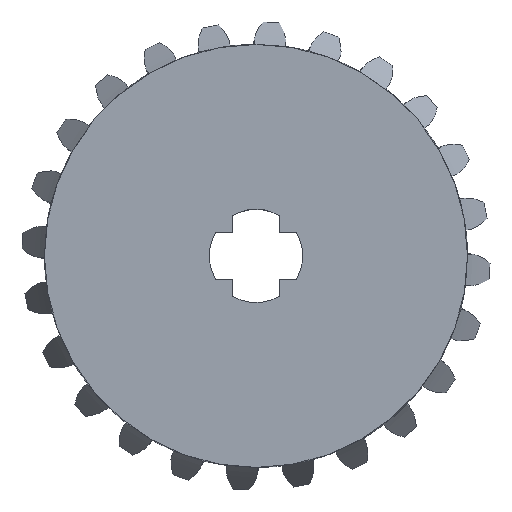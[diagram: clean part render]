
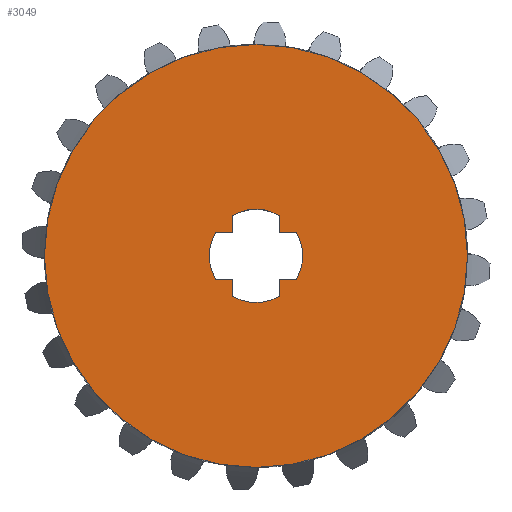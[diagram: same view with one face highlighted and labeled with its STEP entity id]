
A CAD part, top view. The second image highlights one B-rep face of the part: STEP entity #3049.
In plain terms, the highlighted planar face has unit normal (0, 0, 1).
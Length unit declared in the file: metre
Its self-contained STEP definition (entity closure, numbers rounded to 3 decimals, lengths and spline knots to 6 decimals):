
#217=LINE('',#3927,#245);
#218=LINE('',#3930,#246);
#219=LINE('',#3934,#247);
#220=LINE('',#3936,#248);
#221=LINE('',#3940,#249);
#222=LINE('',#3942,#250);
#223=LINE('',#3946,#251);
#224=LINE('',#3948,#252);
#245=VECTOR('',#3484,1.);
#246=VECTOR('',#3485,1.);
#247=VECTOR('',#3488,1.);
#248=VECTOR('',#3489,1.);
#249=VECTOR('',#3492,1.);
#250=VECTOR('',#3493,1.);
#251=VECTOR('',#3496,1.);
#252=VECTOR('',#3497,1.);
#757=ORIENTED_EDGE('',*,*,#1791,.T.);
#758=ORIENTED_EDGE('',*,*,#1792,.T.);
#759=ORIENTED_EDGE('',*,*,#1793,.F.);
#760=ORIENTED_EDGE('',*,*,#1794,.F.);
#761=ORIENTED_EDGE('',*,*,#1795,.T.);
#762=ORIENTED_EDGE('',*,*,#1796,.T.);
#763=ORIENTED_EDGE('',*,*,#1797,.F.);
#764=ORIENTED_EDGE('',*,*,#1798,.F.);
#765=ORIENTED_EDGE('',*,*,#1799,.T.);
#766=ORIENTED_EDGE('',*,*,#1800,.F.);
#767=ORIENTED_EDGE('',*,*,#1801,.F.);
#768=ORIENTED_EDGE('',*,*,#1802,.F.);
#769=ORIENTED_EDGE('',*,*,#1803,.F.);
#1791=EDGE_CURVE('',#2308,#2308,#2589,.T.);
#1792=EDGE_CURVE('',#2309,#2310,#217,.T.);
#1793=EDGE_CURVE('',#2311,#2310,#218,.T.);
#1794=EDGE_CURVE('',#2312,#2311,#2590,.T.);
#1795=EDGE_CURVE('',#2312,#2313,#219,.T.);
#1796=EDGE_CURVE('',#2313,#2314,#220,.T.);
#1797=EDGE_CURVE('',#2315,#2314,#2591,.T.);
#1798=EDGE_CURVE('',#2316,#2315,#221,.T.);
#1799=EDGE_CURVE('',#2316,#2317,#222,.T.);
#1800=EDGE_CURVE('',#2318,#2317,#2592,.T.);
#1801=EDGE_CURVE('',#2319,#2318,#223,.T.);
#1802=EDGE_CURVE('',#2320,#2319,#224,.T.);
#1803=EDGE_CURVE('',#2309,#2320,#2593,.T.);
#2308=VERTEX_POINT('',#3926);
#2309=VERTEX_POINT('',#3928);
#2310=VERTEX_POINT('',#3929);
#2311=VERTEX_POINT('',#3931);
#2312=VERTEX_POINT('',#3933);
#2313=VERTEX_POINT('',#3935);
#2314=VERTEX_POINT('',#3937);
#2315=VERTEX_POINT('',#3939);
#2316=VERTEX_POINT('',#3941);
#2317=VERTEX_POINT('',#3943);
#2318=VERTEX_POINT('',#3945);
#2319=VERTEX_POINT('',#3947);
#2320=VERTEX_POINT('',#3949);
#2589=CIRCLE('',#3298,0.011337);
#2590=CIRCLE('',#3299,0.0025);
#2591=CIRCLE('',#3300,0.0025);
#2592=CIRCLE('',#3301,0.0025);
#2593=CIRCLE('',#3302,0.0025);
#2620=EDGE_LOOP('',(#757));
#2621=EDGE_LOOP('',(#758,#759,#760,#761,#762,#763,#764,#765,#766,#767,#768,
#769));
#2830=FACE_BOUND('',#2620,.T.);
#2831=FACE_BOUND('',#2621,.T.);
#3039=PLANE('',#3297);
#3049=ADVANCED_FACE('',(#2830,#2831),#3039,.F.);
#3297=AXIS2_PLACEMENT_3D('',#3924,#3480,#3481);
#3298=AXIS2_PLACEMENT_3D('',#3925,#3482,#3483);
#3299=AXIS2_PLACEMENT_3D('',#3932,#3486,#3487);
#3300=AXIS2_PLACEMENT_3D('',#3938,#3490,#3491);
#3301=AXIS2_PLACEMENT_3D('',#3944,#3494,#3495);
#3302=AXIS2_PLACEMENT_3D('',#3950,#3498,#3499);
#3480=DIRECTION('',(0.,0.,-1.));
#3481=DIRECTION('',(-1.,0.,0.));
#3482=DIRECTION('',(0.,0.,1.));
#3483=DIRECTION('',(1.,0.,0.));
#3484=DIRECTION('',(-1.,0.,0.));
#3485=DIRECTION('',(0.,1.,0.));
#3486=DIRECTION('',(0.,0.,1.));
#3487=DIRECTION('',(1.,0.,0.));
#3488=DIRECTION('',(0.,1.,0.));
#3489=DIRECTION('',(-1.,0.,0.));
#3490=DIRECTION('',(0.,0.,1.));
#3491=DIRECTION('',(1.,0.,0.));
#3492=DIRECTION('',(-1.,0.,0.));
#3493=DIRECTION('',(0.,1.,0.));
#3494=DIRECTION('',(0.,0.,1.));
#3495=DIRECTION('',(1.,0.,0.));
#3496=DIRECTION('',(0.,1.,0.));
#3497=DIRECTION('',(-1.,0.,0.));
#3498=DIRECTION('',(0.,0.,1.));
#3499=DIRECTION('',(1.,0.,0.));
#3924=CARTESIAN_POINT('',(0.016169,-0.005084,0.009565));
#3925=CARTESIAN_POINT('',(0.013662,0.,0.009564));
#3926=CARTESIAN_POINT('',(0.024999,0.,0.009568));
#3927=CARTESIAN_POINT('',(0.015369,-0.00125,0.009564));
#3928=CARTESIAN_POINT('',(0.015827,-0.00125,0.009565));
#3929=CARTESIAN_POINT('',(0.014912,-0.00125,0.009564));
#3930=CARTESIAN_POINT('',(0.014912,-0.001708,0.009564));
#3931=CARTESIAN_POINT('',(0.014912,-0.002165,0.009564));
#3932=CARTESIAN_POINT('',(0.013662,0.,0.009564));
#3933=CARTESIAN_POINT('',(0.012412,-0.002165,0.009563));
#3934=CARTESIAN_POINT('',(0.012412,-0.001708,0.009563));
#3935=CARTESIAN_POINT('',(0.012412,-0.00125,0.009563));
#3936=CARTESIAN_POINT('',(0.011954,-0.00125,0.009563));
#3937=CARTESIAN_POINT('',(0.011497,-0.00125,0.009563));
#3938=CARTESIAN_POINT('',(0.013662,0.,0.009564));
#3939=CARTESIAN_POINT('',(0.011497,0.00125,0.009563));
#3940=CARTESIAN_POINT('',(0.011954,0.00125,0.009563));
#3941=CARTESIAN_POINT('',(0.012412,0.00125,0.009563));
#3942=CARTESIAN_POINT('',(0.012412,0.001708,0.009563));
#3943=CARTESIAN_POINT('',(0.012412,0.002165,0.009563));
#3944=CARTESIAN_POINT('',(0.013662,0.,0.009564));
#3945=CARTESIAN_POINT('',(0.014912,0.002165,0.009564));
#3946=CARTESIAN_POINT('',(0.014912,0.001708,0.009564));
#3947=CARTESIAN_POINT('',(0.014912,0.00125,0.009564));
#3948=CARTESIAN_POINT('',(0.015369,0.00125,0.009564));
#3949=CARTESIAN_POINT('',(0.015827,0.00125,0.009565));
#3950=CARTESIAN_POINT('',(0.013662,0.,0.009564));
